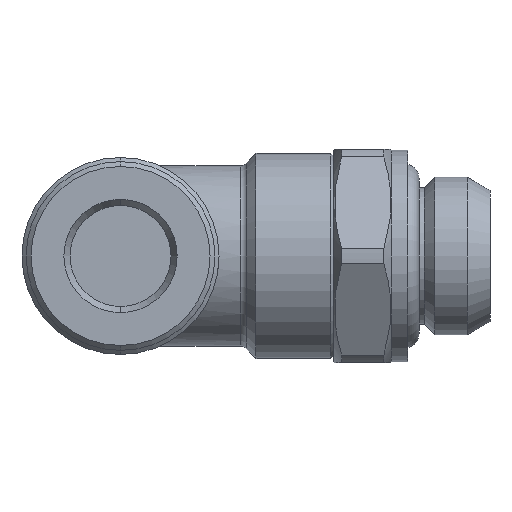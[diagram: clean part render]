
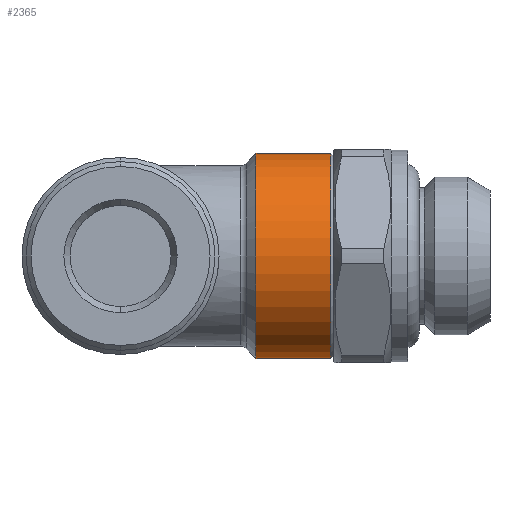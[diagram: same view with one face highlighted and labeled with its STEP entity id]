
A CAD part, left-side view. The second image highlights one B-rep face of the part: STEP entity #2365.
In plain terms, the highlighted cylindrical face has radius 6.25 mm (diameter 12.5 mm), a partial arc.
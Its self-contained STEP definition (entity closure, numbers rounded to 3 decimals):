
#130 = CARTESIAN_POINT ( 'NONE',  ( 0., -12.8, 0. ) ) ;
#131 = AXIS2_PLACEMENT_3D ( 'NONE', #130, #284, #274 ) ;
#274 = DIRECTION ( 'NONE',  ( 0., 0., 1. ) ) ;
#284 = DIRECTION ( 'NONE',  ( 0., 1., 0. ) ) ;
#542 = CIRCLE ( 'NONE', #131, 6.25 ) ;
#565 = CARTESIAN_POINT ( 'NONE',  ( 0., -8.25, 0. ) ) ;
#576 = DIRECTION ( 'NONE',  ( 0., -1., 0. ) ) ;
#579 = AXIS2_PLACEMENT_3D ( 'NONE', #610, #586, #611 ) ;
#586 = DIRECTION ( 'NONE',  ( 0., 1., 0. ) ) ;
#590 = DIRECTION ( 'NONE',  ( 0., 0., -1. ) ) ;
#591 = CIRCLE ( 'NONE', #603, 6.25 ) ;
#597 = CYLINDRICAL_SURFACE ( 'NONE', #579, 6.25 ) ;
#603 = AXIS2_PLACEMENT_3D ( 'NONE', #565, #576, #590 ) ;
#606 = FACE_OUTER_BOUND ( 'NONE', #2377, .T. ) ;
#610 = CARTESIAN_POINT ( 'NONE',  ( 0., 0., 0. ) ) ;
#611 = DIRECTION ( 'NONE',  ( 0., 0., 1. ) ) ;
#2357 = EDGE_CURVE ( 'NONE', #3054, #2997, #542, .T. ) ;
#2361 = ORIENTED_EDGE ( 'NONE', *, *, #2362, .T. ) ;
#2362 = EDGE_CURVE ( 'NONE', #2901, #2896, #591, .T. ) ;
#2365 = ADVANCED_FACE ( 'NONE', ( #606 ), #597, .T. ) ;
#2372 = ORIENTED_EDGE ( 'NONE', *, *, #2999, .F. ) ;
#2373 = ORIENTED_EDGE ( 'NONE', *, *, #2357, .T. ) ;
#2377 = EDGE_LOOP ( 'NONE', ( #2372, #2373, #2388, #2361 ) ) ;
#2388 = ORIENTED_EDGE ( 'NONE', *, *, #3028, .T. ) ;
#2896 = VERTEX_POINT ( 'NONE', #3200 ) ;
#2901 = VERTEX_POINT ( 'NONE', #3205 ) ;
#2997 = VERTEX_POINT ( 'NONE', #3372 ) ;
#2999 = EDGE_CURVE ( 'NONE', #3054, #2896, #3470, .T. ) ;
#3028 = EDGE_CURVE ( 'NONE', #2997, #2901, #3383, .T. ) ;
#3054 = VERTEX_POINT ( 'NONE', #3493 ) ;
#3200 = CARTESIAN_POINT ( 'NONE',  ( 0., -8.25, -6.25 ) ) ;
#3205 = CARTESIAN_POINT ( 'NONE',  ( 0., -8.25, 6.25 ) ) ;
#3372 = CARTESIAN_POINT ( 'NONE',  ( 0., -12.8, 6.25 ) ) ;
#3381 = DIRECTION ( 'NONE',  ( 0., 1., 0. ) ) ;
#3382 = CARTESIAN_POINT ( 'NONE',  ( 0., 0., 6.25 ) ) ;
#3383 = LINE ( 'NONE', #3382, #3445 ) ;
#3445 = VECTOR ( 'NONE', #3381, 1000. ) ;
#3470 = LINE ( 'NONE', #3482, #3481 ) ;
#3480 = DIRECTION ( 'NONE',  ( 0., 1., 0. ) ) ;
#3481 = VECTOR ( 'NONE', #3480, 1000. ) ;
#3482 = CARTESIAN_POINT ( 'NONE',  ( 0., 0., -6.25 ) ) ;
#3493 = CARTESIAN_POINT ( 'NONE',  ( 0., -12.8, -6.25 ) ) ;
